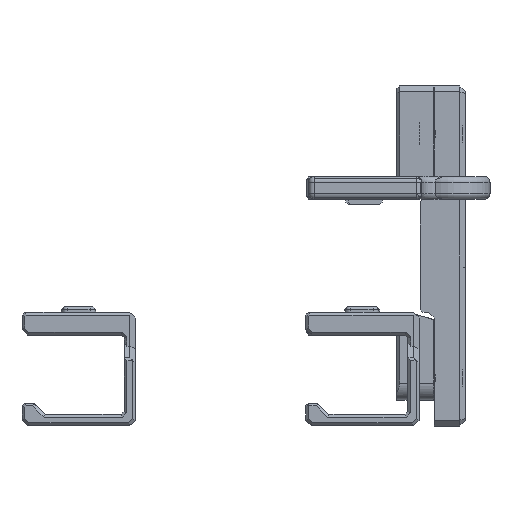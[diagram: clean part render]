
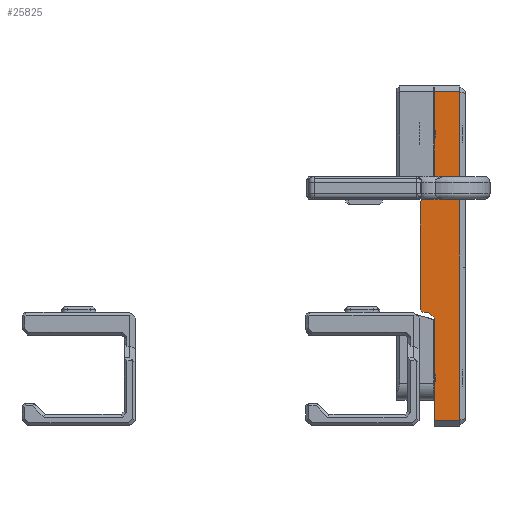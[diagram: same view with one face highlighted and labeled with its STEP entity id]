
A CAD part, left-side view. The second image highlights one B-rep face of the part: STEP entity #25825.
In plain terms, the highlighted planar face has unit normal (-1, 0, 0).
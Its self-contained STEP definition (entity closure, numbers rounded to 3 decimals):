
#25588=CARTESIAN_POINT('',(298.907,599.34,48.933));
#25589=VERTEX_POINT('',#25588);
#25590=CARTESIAN_POINT('',(298.907,599.34,66.984));
#25591=VERTEX_POINT('',#25590);
#25592=CARTESIAN_POINT('',(298.907,599.34,48.933));
#25593=DIRECTION('',(-0.,0.,1.));
#25594=VECTOR('',#25593,18.05);
#25595=LINE('',#25592,#25594);
#25596=EDGE_CURVE('',#25589,#25591,#25595,.T.);
#25614=CARTESIAN_POINT('',(298.907,599.34,88.984));
#25615=VERTEX_POINT('',#25614);
#25622=CARTESIAN_POINT('',(298.907,599.34,106.933));
#25623=VERTEX_POINT('',#25622);
#25624=CARTESIAN_POINT('',(298.907,599.34,88.984));
#25625=DIRECTION('',(-0.,0.,1.));
#25626=VECTOR('',#25625,17.95);
#25627=LINE('',#25624,#25626);
#25628=EDGE_CURVE('',#25615,#25623,#25627,.T.);
#25740=CARTESIAN_POINT('',(298.907,593.84,57.933));
#25741=DIRECTION('',(-1.,-0.,0.));
#25742=DIRECTION('',(-0.,1.,-0.));
#25743=AXIS2_PLACEMENT_3D('',#25740,#25741,#25742);
#25744=PLANE('',#25743);
#25745=CARTESIAN_POINT('',(298.907,601.84,68.484));
#25746=VERTEX_POINT('',#25745);
#25747=CARTESIAN_POINT('',(298.907,601.84,87.484));
#25748=VERTEX_POINT('',#25747);
#25749=CARTESIAN_POINT('',(298.907,601.84,68.484));
#25750=DIRECTION('',(-0.,0.,1.));
#25751=VECTOR('',#25750,19.);
#25752=LINE('',#25749,#25751);
#25753=EDGE_CURVE('',#25746,#25748,#25752,.T.);
#25754=ORIENTED_EDGE('',*,*,#25753,.F.);
#25755=CARTESIAN_POINT('',(298.907,601.34,67.984));
#25756=VERTEX_POINT('',#25755);
#25757=CARTESIAN_POINT('',(298.907,601.84,68.484));
#25758=DIRECTION('',(0.,-0.707,-0.707));
#25759=VECTOR('',#25758,0.707);
#25760=LINE('',#25757,#25759);
#25761=EDGE_CURVE('',#25746,#25756,#25760,.T.);
#25762=ORIENTED_EDGE('',*,*,#25761,.T.);
#25763=CARTESIAN_POINT('',(298.907,600.34,67.984));
#25764=VERTEX_POINT('',#25763);
#25765=CARTESIAN_POINT('',(298.907,601.34,67.984));
#25766=DIRECTION('',(0.,-1.,0.));
#25767=VECTOR('',#25766,1.);
#25768=LINE('',#25765,#25767);
#25769=EDGE_CURVE('',#25756,#25764,#25768,.T.);
#25770=ORIENTED_EDGE('',*,*,#25769,.T.);
#25771=CARTESIAN_POINT('',(298.907,600.34,67.984));
#25772=DIRECTION('',(0.,-0.707,-0.707));
#25773=VECTOR('',#25772,1.414);
#25774=LINE('',#25771,#25773);
#25775=EDGE_CURVE('',#25764,#25591,#25774,.T.);
#25776=ORIENTED_EDGE('',*,*,#25775,.T.);
#25777=ORIENTED_EDGE('',*,*,#25596,.F.);
#25778=CARTESIAN_POINT('',(298.907,594.84,48.933));
#25779=VERTEX_POINT('',#25778);
#25780=CARTESIAN_POINT('',(298.907,599.34,48.933));
#25781=DIRECTION('',(0.,-1.,0.));
#25782=VECTOR('',#25781,4.5);
#25783=LINE('',#25780,#25782);
#25784=EDGE_CURVE('',#25589,#25779,#25783,.T.);
#25785=ORIENTED_EDGE('',*,*,#25784,.T.);
#25786=CARTESIAN_POINT('',(298.907,594.84,106.933));
#25787=VERTEX_POINT('',#25786);
#25788=CARTESIAN_POINT('',(298.907,594.84,48.933));
#25789=DIRECTION('',(-0.,0.,1.));
#25790=VECTOR('',#25789,58.);
#25791=LINE('',#25788,#25790);
#25792=EDGE_CURVE('',#25779,#25787,#25791,.T.);
#25793=ORIENTED_EDGE('',*,*,#25792,.T.);
#25794=CARTESIAN_POINT('',(298.907,594.84,106.933));
#25795=DIRECTION('',(-0.,1.,-0.));
#25796=VECTOR('',#25795,4.5);
#25797=LINE('',#25794,#25796);
#25798=EDGE_CURVE('',#25787,#25623,#25797,.T.);
#25799=ORIENTED_EDGE('',*,*,#25798,.T.);
#25800=ORIENTED_EDGE('',*,*,#25628,.F.);
#25801=CARTESIAN_POINT('',(298.907,600.34,87.984));
#25802=VERTEX_POINT('',#25801);
#25803=CARTESIAN_POINT('',(298.907,599.34,88.984));
#25804=DIRECTION('',(-0.,0.707,-0.707));
#25805=VECTOR('',#25804,1.414);
#25806=LINE('',#25803,#25805);
#25807=EDGE_CURVE('',#25615,#25802,#25806,.T.);
#25808=ORIENTED_EDGE('',*,*,#25807,.T.);
#25809=CARTESIAN_POINT('',(298.907,601.34,87.984));
#25810=VERTEX_POINT('',#25809);
#25811=CARTESIAN_POINT('',(298.907,601.34,87.984));
#25812=DIRECTION('',(0.,-1.,0.));
#25813=VECTOR('',#25812,1.);
#25814=LINE('',#25811,#25813);
#25815=EDGE_CURVE('',#25810,#25802,#25814,.T.);
#25816=ORIENTED_EDGE('',*,*,#25815,.F.);
#25817=CARTESIAN_POINT('',(298.907,601.34,87.984));
#25818=DIRECTION('',(-0.,0.707,-0.707));
#25819=VECTOR('',#25818,0.707);
#25820=LINE('',#25817,#25819);
#25821=EDGE_CURVE('',#25810,#25748,#25820,.T.);
#25822=ORIENTED_EDGE('',*,*,#25821,.T.);
#25823=EDGE_LOOP('',(#25754,#25762,#25770,#25776,#25777,#25785,#25793,#25799,#25800,#25808,#25816,#25822));
#25824=FACE_BOUND('',#25823,.T.);
#25825=ADVANCED_FACE('',(#25824),#25744,.T.);
